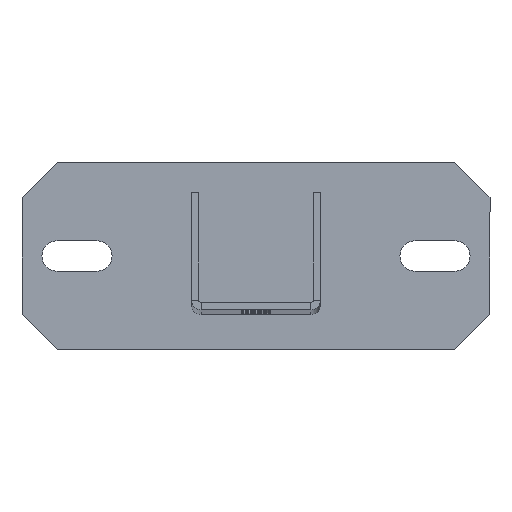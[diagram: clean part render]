
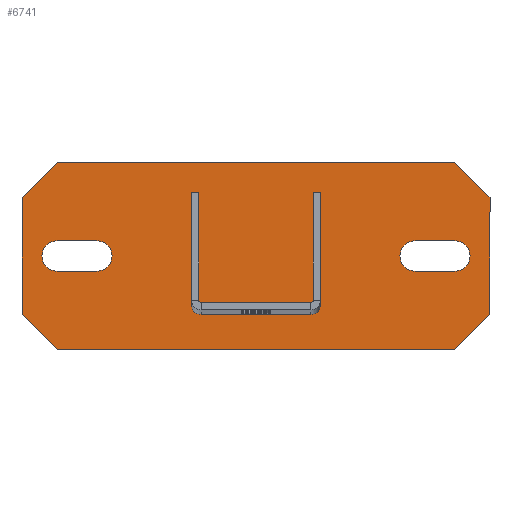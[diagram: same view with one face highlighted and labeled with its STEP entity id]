
A CAD part, top view. The second image highlights one B-rep face of the part: STEP entity #6741.
In plain terms, the highlighted planar face has unit normal (0, 0, 1).
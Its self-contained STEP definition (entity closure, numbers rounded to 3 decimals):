
#171=FACE_BOUND('',#1430,.T.);
#172=FACE_BOUND('',#1431,.T.);
#472=CIRCLE('',#7416,6.5);
#474=CIRCLE('',#7420,6.5);
#476=CIRCLE('',#7424,6.5);
#478=CIRCLE('',#7428,6.5);
#957=FACE_OUTER_BOUND('',#1429,.T.);
#1429=EDGE_LOOP('',(#6207,#6208,#6209,#6210,#6211,#6212,#6213,#6214));
#1430=EDGE_LOOP('',(#6215,#6216,#6217,#6218));
#1431=EDGE_LOOP('',(#6219,#6220,#6221,#6222));
#2049=LINE('',#11195,#2701);
#2053=LINE('',#11207,#2705);
#2057=LINE('',#11219,#2709);
#2061=LINE('',#11231,#2713);
#2065=LINE('',#11243,#2717);
#2068=LINE('',#11249,#2720);
#2071=LINE('',#11255,#2723);
#2074=LINE('',#11261,#2726);
#2077=LINE('',#11267,#2729);
#2080=LINE('',#11273,#2732);
#2083=LINE('',#11279,#2735);
#2086=LINE('',#11283,#2738);
#2701=VECTOR('',#9275,10.);
#2705=VECTOR('',#9287,10.);
#2709=VECTOR('',#9299,10.);
#2713=VECTOR('',#9311,10.);
#2717=VECTOR('',#9323,10.);
#2720=VECTOR('',#9328,10.);
#2723=VECTOR('',#9333,10.);
#2726=VECTOR('',#9338,10.);
#2729=VECTOR('',#9343,10.);
#2732=VECTOR('',#9348,10.);
#2735=VECTOR('',#9353,10.);
#2738=VECTOR('',#9358,10.);
#3341=VERTEX_POINT('',#11192);
#3342=VERTEX_POINT('',#11194);
#3344=VERTEX_POINT('',#11200);
#3346=VERTEX_POINT('',#11206);
#3349=VERTEX_POINT('',#11216);
#3350=VERTEX_POINT('',#11218);
#3352=VERTEX_POINT('',#11224);
#3354=VERTEX_POINT('',#11230);
#3357=VERTEX_POINT('',#11240);
#3358=VERTEX_POINT('',#11242);
#3360=VERTEX_POINT('',#11248);
#3362=VERTEX_POINT('',#11254);
#3364=VERTEX_POINT('',#11260);
#3366=VERTEX_POINT('',#11266);
#3368=VERTEX_POINT('',#11272);
#3370=VERTEX_POINT('',#11278);
#4281=EDGE_CURVE('',#3342,#3341,#2049,.T.);
#4284=EDGE_CURVE('',#3344,#3342,#472,.T.);
#4287=EDGE_CURVE('',#3346,#3344,#2053,.T.);
#4290=EDGE_CURVE('',#3341,#3346,#474,.T.);
#4293=EDGE_CURVE('',#3350,#3349,#2057,.T.);
#4296=EDGE_CURVE('',#3352,#3350,#476,.T.);
#4299=EDGE_CURVE('',#3354,#3352,#2061,.T.);
#4302=EDGE_CURVE('',#3349,#3354,#478,.T.);
#4305=EDGE_CURVE('',#3358,#3357,#2065,.T.);
#4308=EDGE_CURVE('',#3360,#3358,#2068,.T.);
#4311=EDGE_CURVE('',#3362,#3360,#2071,.T.);
#4314=EDGE_CURVE('',#3364,#3362,#2074,.T.);
#4317=EDGE_CURVE('',#3366,#3364,#2077,.T.);
#4320=EDGE_CURVE('',#3368,#3366,#2080,.T.);
#4323=EDGE_CURVE('',#3370,#3368,#2083,.T.);
#4326=EDGE_CURVE('',#3357,#3370,#2086,.T.);
#6207=ORIENTED_EDGE('',*,*,#4326,.T.);
#6208=ORIENTED_EDGE('',*,*,#4323,.T.);
#6209=ORIENTED_EDGE('',*,*,#4320,.T.);
#6210=ORIENTED_EDGE('',*,*,#4317,.T.);
#6211=ORIENTED_EDGE('',*,*,#4314,.T.);
#6212=ORIENTED_EDGE('',*,*,#4311,.T.);
#6213=ORIENTED_EDGE('',*,*,#4308,.T.);
#6214=ORIENTED_EDGE('',*,*,#4305,.T.);
#6215=ORIENTED_EDGE('',*,*,#4302,.T.);
#6216=ORIENTED_EDGE('',*,*,#4299,.T.);
#6217=ORIENTED_EDGE('',*,*,#4296,.T.);
#6218=ORIENTED_EDGE('',*,*,#4293,.T.);
#6219=ORIENTED_EDGE('',*,*,#4290,.T.);
#6220=ORIENTED_EDGE('',*,*,#4287,.T.);
#6221=ORIENTED_EDGE('',*,*,#4284,.T.);
#6222=ORIENTED_EDGE('',*,*,#4281,.T.);
#6413=PLANE('',#7437);
#6741=ADVANCED_FACE('',(#957,#171,#172),#6413,.T.);
#7416=AXIS2_PLACEMENT_3D('',#11201,#9281,#9282);
#7420=AXIS2_PLACEMENT_3D('',#11211,#9293,#9294);
#7424=AXIS2_PLACEMENT_3D('',#11225,#9305,#9306);
#7428=AXIS2_PLACEMENT_3D('',#11235,#9317,#9318);
#7437=AXIS2_PLACEMENT_3D('',#11284,#9359,#9360);
#9275=DIRECTION('',(-1.,0.,0.));
#9281=DIRECTION('center_axis',(0.,0.,-1.));
#9282=DIRECTION('ref_axis',(0.,1.,0.));
#9287=DIRECTION('',(1.,0.,0.));
#9293=DIRECTION('center_axis',(0.,0.,-1.));
#9294=DIRECTION('ref_axis',(0.,-1.,0.));
#9299=DIRECTION('',(-1.,0.,0.));
#9305=DIRECTION('center_axis',(0.,0.,-1.));
#9306=DIRECTION('ref_axis',(0.,1.,0.));
#9311=DIRECTION('',(1.,0.,0.));
#9317=DIRECTION('center_axis',(0.,0.,-1.));
#9318=DIRECTION('ref_axis',(0.,-1.,0.));
#9323=DIRECTION('',(0.707,-0.707,0.));
#9328=DIRECTION('',(0.,-1.,0.));
#9333=DIRECTION('',(-0.707,-0.707,0.));
#9338=DIRECTION('',(-1.,0.,0.));
#9343=DIRECTION('',(-0.707,0.707,0.));
#9348=DIRECTION('',(0.,1.,0.));
#9353=DIRECTION('',(0.707,0.707,0.));
#9358=DIRECTION('',(1.,0.,0.));
#9359=DIRECTION('center_axis',(0.,0.,1.));
#9360=DIRECTION('ref_axis',(1.,0.,0.));
#11192=CARTESIAN_POINT('',(-85.,-6.5,8.));
#11194=CARTESIAN_POINT('',(-68.,-6.5,8.));
#11195=CARTESIAN_POINT('',(-68.,-6.5,8.));
#11200=CARTESIAN_POINT('',(-68.,6.5,8.));
#11201=CARTESIAN_POINT('Origin',(-68.,0.,8.));
#11206=CARTESIAN_POINT('',(-85.,6.5,8.));
#11207=CARTESIAN_POINT('',(-85.,6.5,8.));
#11211=CARTESIAN_POINT('Origin',(-85.,0.,8.));
#11216=CARTESIAN_POINT('',(68.,-6.5,8.));
#11218=CARTESIAN_POINT('',(85.,-6.5,8.));
#11219=CARTESIAN_POINT('',(85.,-6.5,8.));
#11224=CARTESIAN_POINT('',(85.,6.5,8.));
#11225=CARTESIAN_POINT('Origin',(85.,0.,8.));
#11230=CARTESIAN_POINT('',(68.,6.5,8.));
#11231=CARTESIAN_POINT('',(68.,6.5,8.));
#11235=CARTESIAN_POINT('Origin',(68.,0.,8.));
#11240=CARTESIAN_POINT('',(-85.,-40.,8.));
#11242=CARTESIAN_POINT('',(-100.,-25.,8.));
#11243=CARTESIAN_POINT('',(-100.,-25.,8.));
#11248=CARTESIAN_POINT('',(-100.,25.,8.));
#11249=CARTESIAN_POINT('',(-100.,25.,8.));
#11254=CARTESIAN_POINT('',(-85.,40.,8.));
#11255=CARTESIAN_POINT('',(-85.,40.,8.));
#11260=CARTESIAN_POINT('',(85.,40.,8.));
#11261=CARTESIAN_POINT('',(85.,40.,8.));
#11266=CARTESIAN_POINT('',(100.,25.,8.));
#11267=CARTESIAN_POINT('',(100.,25.,8.));
#11272=CARTESIAN_POINT('',(100.,-25.,8.));
#11273=CARTESIAN_POINT('',(100.,-25.,8.));
#11278=CARTESIAN_POINT('',(85.,-40.,8.));
#11279=CARTESIAN_POINT('',(85.,-40.,8.));
#11283=CARTESIAN_POINT('',(-85.,-40.,8.));
#11284=CARTESIAN_POINT('Origin',(0.,0.,8.));
